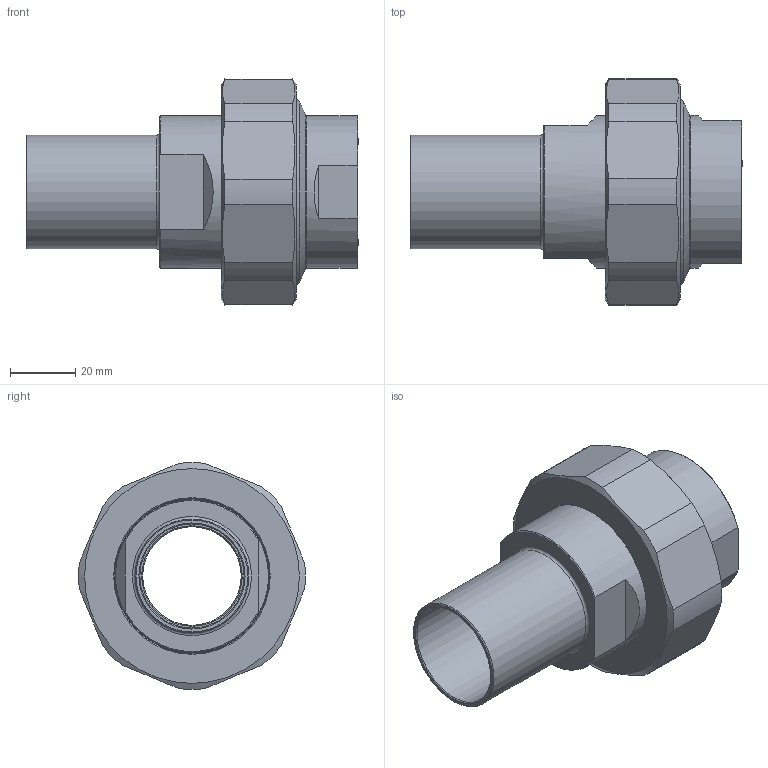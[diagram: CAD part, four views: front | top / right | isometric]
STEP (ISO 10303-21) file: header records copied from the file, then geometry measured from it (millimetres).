
FILE_DESCRIPTION(/* description */ (''),/* implementation_level */ '2;1');
FILE_NAME(/* name */ '3D_R666-PE-G-35-DN50-DN25_171130944.stp',/* time_stamp */ '2021-07-16T09:07:50+02:00',/* author */ ('cad'),/* organization */ (''),/* preprocessor_version */ 'ST-DEVELOPER v18.1',/* originating_system */ 'Autodesk Inventor 2022',/* authorisation */ '');
FILE_SCHEMA (('AUTOMOTIVE_DESIGN { 1 0 10303 214 3 1 1 }'));
Length unit declared in the file: millimetre
Products named in the file (4): 3D_R666-PE-G-35-DN50-DN25_171130944; 3D_R666-M-DN50_17113960; 3D_R666-G-DN25-DN50_17113555; 3D_R666-PE-35-DN50_17113482
Assembly tree (3 placements, depth 2):
  3D_R666-PE-G-35-DN50-DN25_171130944
    3D_R666-M-DN50_17113960
    3D_R666-G-DN25-DN50_17113555
    3D_R666-PE-35-DN50_17113482
Bounding box: 102 x 69.68 x 69.65 mm (x, y, z)
Volume: 105689.5 mm3; surface area: 42190.2 mm2
Topology: 3 solids, 3 shells, 68 faces, 175 edges, 116 vertices
Faces by surface type: plane 25, cone 20, cylinder 18, torus 5
Full cylindrical faces by diameter (mm): 30.291 x1, 32 x1, 35 x1, 47 x2, 47.5 x1, 54.5 x1, 56.656 x1, 59.5 x1, 60 x1
Entity records: 2247 total; most frequent: CARTESIAN_POINT 414, DIRECTION 394, ORIENTED_EDGE 350, EDGE_CURVE 175, AXIS2_PLACEMENT_3D 168, VERTEX_POINT 116, CIRCLE 89, EDGE_LOOP 77
